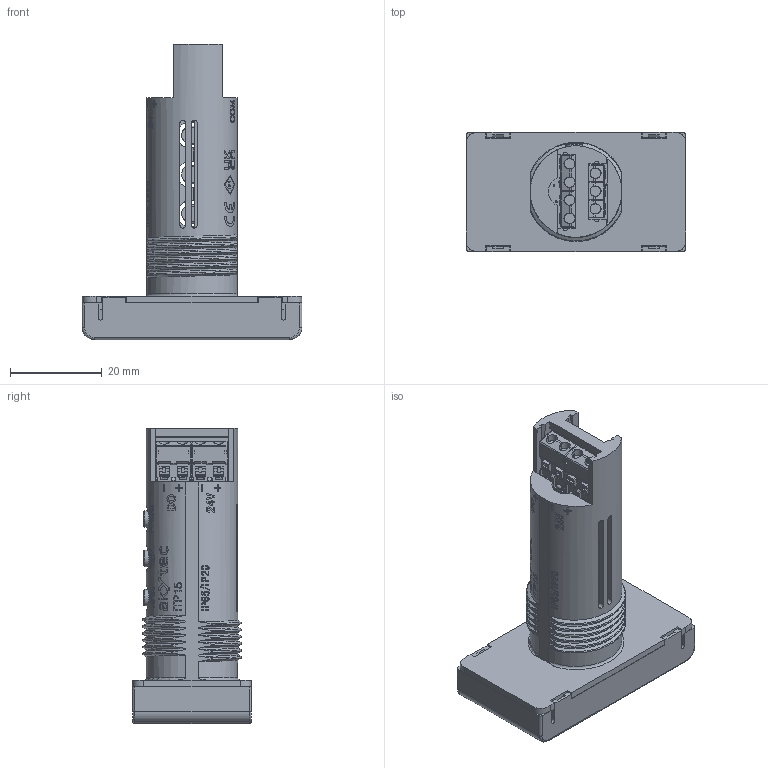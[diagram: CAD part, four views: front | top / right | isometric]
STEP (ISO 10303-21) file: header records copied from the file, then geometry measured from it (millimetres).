
FILE_DESCRIPTION(('HOOPS Exchange Step'),'2;1');
FILE_NAME('export-B12F6728-45DE-4864-91A1-E938A36C37D4.stp','2023-08-03T14:15:09+02:00',('Engineering'),('Alibre'),'HOOPS Exchange 2021.0','Alibre','Unknown authorisation');
FILE_SCHEMA( ('AP242_MANAGED_MODEL_BASED_3D_ENGINEERING_MIM_LF {1 0 10303 442 1 1 4 }') );
Length unit declared in the file: millimetre
Products named in the file (16): 150-2337 ITP15 LED Bar Graph Display 0(2)-10V or 0(4)-20ma; 150-224 ITP15 LED Bar Graph Display 0(2)-10V or 0(4)-20ma; 150-2231 ITP15 LED Bar Graph Display 0(2)-10V or 0(4)-20ma; 150-2352 ITP15 LED Bar Graph Display 0(2)-10V or 0(4)-20ma; 150-2 ITP15 LED Bar Graph Display 0(2)-10V or 0(4)-20ma; 150-3 ITP15 LED Bar Graph Display 0(2)-10V or 0(4)-20ma; 150-4 ITP15 LED Bar Graph Display 0(2)-10V or 0(4)-20ma; 150-5 ITP15 LED Bar Graph Display 0(2)-10V or 0(4)-20ma; 150-6 ITP15 LED Bar Graph Display 0(2)-10V or 0(4)-20ma; 150-7 ITP15 LED Bar Graph Display 0(2)-10V or 0(4)-20ma; 150-8 ITP15 LED Bar Graph Display 0(2)-10V or 0(4)-20ma; 150-9 ITP15 LED Bar Graph Display 0(2)-10V or 0(4)-20ma; 150-10 ITP15 LED Bar Graph Display 0(2)-10V or 0(4)-20ma; 150-11 ITP15 LED Bar Graph Display 0(2)-10V or 0(4)-20ma; 15018 ITP15 LED Bar Graph Display 0(2)-10V or 0(4)-20ma; 150 ITP15 LED Bar Graph Display 0(2)-10V or 0(4)-20ma
Assembly tree (15 placements, depth 3):
  150 ITP15 LED Bar Graph Display 0(2)-10V or 0(4)-20ma
    150-2337 ITP15 LED Bar Graph Display 0(2)-10V or 0(4)-20ma
    150-224 ITP15 LED Bar Graph Display 0(2)-10V or 0(4)-20ma
    150-2231 ITP15 LED Bar Graph Display 0(2)-10V or 0(4)-20ma
    150-2352 ITP15 LED Bar Graph Display 0(2)-10V or 0(4)-20ma
    15018 ITP15 LED Bar Graph Display 0(2)-10V or 0(4)-20ma
      150-2 ITP15 LED Bar Graph Display 0(2)-10V or 0(4)-20ma
      150-3 ITP15 LED Bar Graph Display 0(2)-10V or 0(4)-20ma
      150-4 ITP15 LED Bar Graph Display 0(2)-10V or 0(4)-20ma
      150-5 ITP15 LED Bar Graph Display 0(2)-10V or 0(4)-20ma
      150-6 ITP15 LED Bar Graph Display 0(2)-10V or 0(4)-20ma
      150-7 ITP15 LED Bar Graph Display 0(2)-10V or 0(4)-20ma
      150-8 ITP15 LED Bar Graph Display 0(2)-10V or 0(4)-20ma
      150-9 ITP15 LED Bar Graph Display 0(2)-10V or 0(4)-20ma
      150-10 ITP15 LED Bar Graph Display 0(2)-10V or 0(4)-20ma
      150-11 ITP15 LED Bar Graph Display 0(2)-10V or 0(4)-20ma
Bounding box: 48 x 26 x 64.5 mm (x, y, z)
Volume: 14530.2 mm3; surface area: 22762.6 mm2
Topology: 14 solids, 14 shells, 5395 faces, 15337 edges, 10091 vertices
Faces by surface type: plane 2480, bspline 1672, cylinder 1049, torus 111, cone 79, sphere 4
Entity records: 207447 total; most frequent: CARTESIAN_POINT 83962, ORIENTED_EDGE 30650, DIRECTION 17469, EDGE_CURVE 15325, VERTEX_POINT 10091, B_SPLINE_CURVE_WITH_KNOTS 7127, VECTOR 5885, LINE 5885
